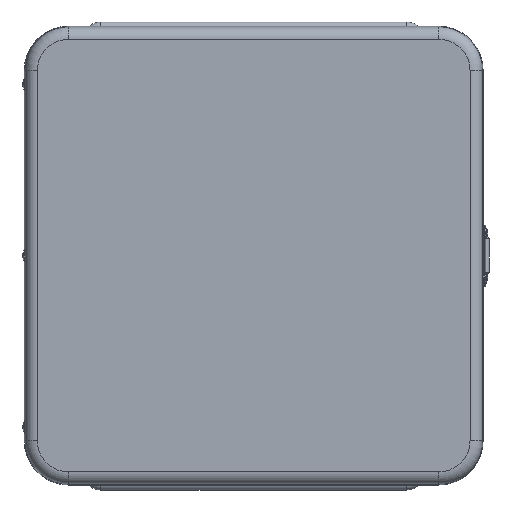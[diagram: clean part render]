
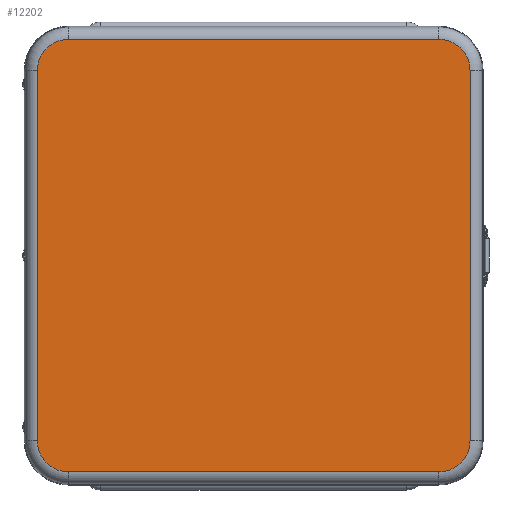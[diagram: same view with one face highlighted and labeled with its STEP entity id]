
A CAD part, top view. The second image highlights one B-rep face of the part: STEP entity #12202.
In plain terms, the highlighted planar face has unit normal (0, 0, 1).
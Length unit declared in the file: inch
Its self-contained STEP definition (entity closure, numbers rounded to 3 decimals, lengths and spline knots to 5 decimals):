
#940=LINE($,#23349,#1787);
#942=LINE($,#23369,#1789);
#945=LINE($,#23376,#1792);
#947=LINE($,#23391,#1794);
#1787=VECTOR($,#16578,7.563);
#1789=VECTOR($,#16602,7.563);
#1792=VECTOR($,#16609,7.563);
#1794=VECTOR($,#16629,7.563);
#2249=PLANE($,#13504);
#3515=FACE_OUTER_BOUND($,#4424,.T.);
#4424=EDGE_LOOP($,(#10589,#10590,#10591,#10592,#10593,#10594,#10595,#10596));
#5186=CIRCLE($,#13479,0.63839);
#5190=CIRCLE($,#13484,0.63839);
#5194=CIRCLE($,#13491,0.63839);
#5198=CIRCLE($,#13496,0.63839);
#6182=VERTEX_POINT($,#23346);
#6183=VERTEX_POINT($,#23348);
#6186=VERTEX_POINT($,#23355);
#6187=VERTEX_POINT($,#23360);
#6190=VERTEX_POINT($,#23367);
#6191=VERTEX_POINT($,#23372);
#6194=VERTEX_POINT($,#23379);
#6195=VERTEX_POINT($,#23384);
#7705=EDGE_CURVE($,#6182,#6183,#940,.T.);
#7709=EDGE_CURVE($,#6186,#6182,#5186,.T.);
#7713=EDGE_CURVE($,#6183,#6187,#5190,.T.);
#7715=EDGE_CURVE($,#6190,#6186,#942,.T.);
#7719=EDGE_CURVE($,#6187,#6191,#945,.T.);
#7721=EDGE_CURVE($,#6194,#6190,#5194,.T.);
#7725=EDGE_CURVE($,#6191,#6195,#5198,.T.);
#7727=EDGE_CURVE($,#6195,#6194,#947,.T.);
#10589=ORIENTED_EDGE($,*,*,#7705,.F.);
#10590=ORIENTED_EDGE($,*,*,#7709,.F.);
#10591=ORIENTED_EDGE($,*,*,#7715,.F.);
#10592=ORIENTED_EDGE($,*,*,#7721,.F.);
#10593=ORIENTED_EDGE($,*,*,#7727,.F.);
#10594=ORIENTED_EDGE($,*,*,#7725,.F.);
#10595=ORIENTED_EDGE($,*,*,#7719,.F.);
#10596=ORIENTED_EDGE($,*,*,#7713,.F.);
#12202=ADVANCED_FACE($,(#3515),#2249,.T.);
#13479=AXIS2_PLACEMENT_3D($,#23357,#16586,#16587);
#13484=AXIS2_PLACEMENT_3D($,#23364,#16596,#16597);
#13491=AXIS2_PLACEMENT_3D($,#23381,#16614,#16615);
#13496=AXIS2_PLACEMENT_3D($,#23388,#16624,#16625);
#13504=AXIS2_PLACEMENT_3D($,#23410,#16649,#16650);
#16578=DIRECTION($,(1.,0.,0.));
#16586=DIRECTION('center_axis',(0.,0.,-1.));
#16587=DIRECTION('ref_axis',(-0.707,0.707,0.));
#16596=DIRECTION('center_axis',(0.,0.,-1.));
#16597=DIRECTION('ref_axis',(0.707,0.707,0.));
#16602=DIRECTION($,(0.,1.,0.));
#16609=DIRECTION($,(0.,-1.,0.));
#16614=DIRECTION('center_axis',(0.,0.,-1.));
#16615=DIRECTION('ref_axis',(-0.707,-0.707,0.));
#16624=DIRECTION('center_axis',(0.,0.,-1.));
#16625=DIRECTION('ref_axis',(0.707,-0.707,0.));
#16629=DIRECTION($,(-1.,0.,0.));
#16649=DIRECTION('center_axis',(0.,0.,1.));
#16650=DIRECTION('ref_axis',(1.,0.,0.));
#23346=CARTESIAN_POINT('',(-3.7815,4.41989,0.75));
#23348=CARTESIAN_POINT('',(3.7815,4.41989,0.75));
#23349=CARTESIAN_POINT($,(-3.7815,4.41989,0.75));
#23355=CARTESIAN_POINT('',(-4.41989,3.7815,0.75));
#23357=CARTESIAN_POINT('Origin',(-3.7815,3.7815,0.75));
#23360=CARTESIAN_POINT('',(4.41989,3.7815,0.75));
#23364=CARTESIAN_POINT('Origin',(3.7815,3.7815,0.75));
#23367=CARTESIAN_POINT('',(-4.41989,-3.7815,0.75));
#23369=CARTESIAN_POINT($,(-4.41989,-3.7815,0.75));
#23372=CARTESIAN_POINT('',(4.41989,-3.7815,0.75));
#23376=CARTESIAN_POINT($,(4.41989,3.7815,0.75));
#23379=CARTESIAN_POINT('',(-3.7815,-4.41989,0.75));
#23381=CARTESIAN_POINT('Origin',(-3.7815,-3.7815,0.75));
#23384=CARTESIAN_POINT('',(3.7815,-4.41989,0.75));
#23388=CARTESIAN_POINT('Origin',(3.7815,-3.7815,0.75));
#23391=CARTESIAN_POINT($,(3.7815,-4.41989,0.75));
#23410=CARTESIAN_POINT('Origin',(0.,0.,0.75));
